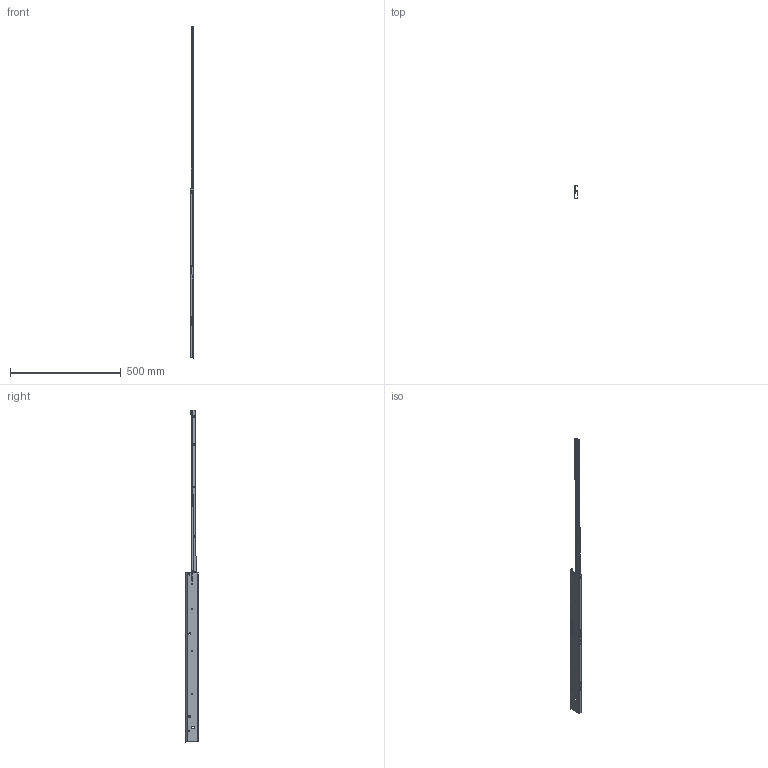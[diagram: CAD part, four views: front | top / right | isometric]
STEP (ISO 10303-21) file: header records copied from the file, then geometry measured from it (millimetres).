
FILE_DESCRIPTION (( 'STEP AP214' ), '1' );
FILE_NAME ('CS# 785.750-GA.L501_open.STEP', '2023-01-17T07:44:26', ( '' ), ( '' ), 'SwSTEP 2.0', 'SolidWorks 2020', '' );
FILE_SCHEMA (( 'AUTOMOTIVE_DESIGN' ));
Length unit declared in the file: millimetre
Products named in the file (6): PG-033; CS# 785.XXX-03.S046_NL 750; CS# 785.750-GA.L501_open; CS# 785.XXX-01.L500_NL 750; CS# 785.XXX-01.L500_NL 750 ohne SM
Assembly tree (5 placements, depth 3):
  CS# 785.750-GA.L501_open
    CS# 785.XXX-01.L500_NL 750 ohne SM
      CS# 785.XXX-01.L500_NL 750
      PG-033
    CS# 785.XXX-03.S046_NL 750
      CS# 785.XXX-03.S046_NL 750
Bounding box: 18 x 62.5 x 1499.99 mm (x, y, z)
Volume: 137129.3 mm3; surface area: 189562.1 mm2
Topology: 3 solids, 3 shells, 1117 faces, 2889 edges, 1788 vertices
Faces by surface type: plane 474, bspline 233, cylinder 225, cone 92, torus 72, sphere 21
Entity records: 51919 total; most frequent: CARTESIAN_POINT 21634, ORIENTED_EDGE 5726, DIRECTION 4698, EDGE_CURVE 2863, VERTEX_POINT 1788, AXIS2_PLACEMENT_3D 1621, VECTOR 1456, LINE 1456
